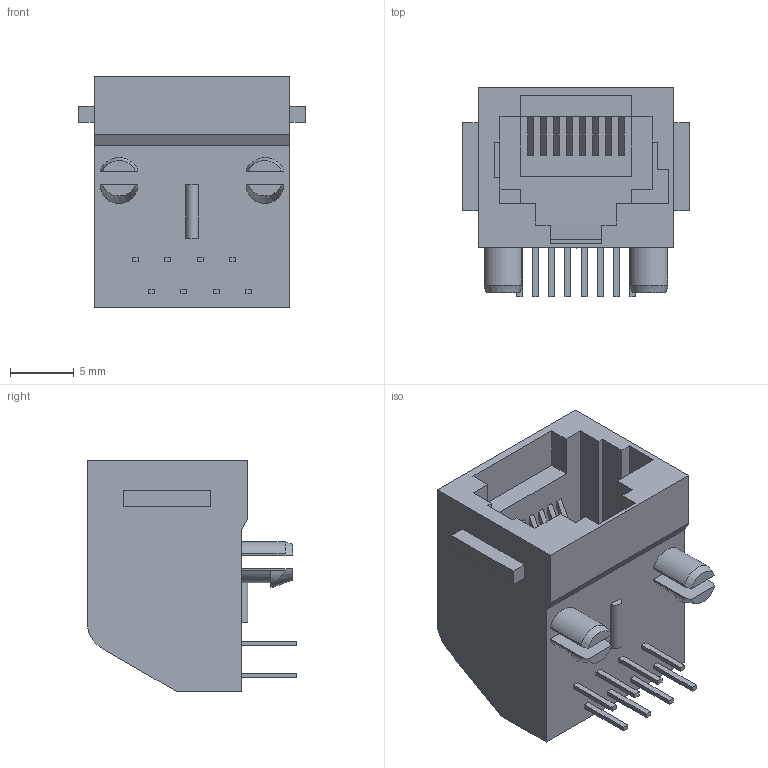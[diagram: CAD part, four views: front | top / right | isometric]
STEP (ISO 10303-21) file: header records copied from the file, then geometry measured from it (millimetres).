
FILE_DESCRIPTION((''),'2;1');
FILE_NAME('C-5555166-01-3','2007-09-04T',('workeradm'),('Tyco Electronics Corporation'),'PRO/ENGINEER BY PARAMETRIC TECHNOLOGY CORPORATION, 2005450','PRO/ENGINEER BY PARAMETRIC TECHNOLOGY CORPORATION, 2005450','');
FILE_SCHEMA(('CONFIG_CONTROL_DESIGN', 'GEOMETRIC_VALIDATION_PROPERTIES_MIM'));
Length unit declared in the file: millimetre
Products named in the file (1): C-5555166-01-3
Bounding box: 17.78 x 16.38 x 18.16 mm (x, y, z)
Volume: 2021 mm3; surface area: 2173 mm2
Topology: 1 solids, 1 shells, 159 faces, 423 edges, 282 vertices
Faces by surface type: plane 147, cylinder 8, cone 4
Entity records: 5060 total; most frequent: CARTESIAN_POINT 941, ORIENTED_EDGE 846, DIRECTION 745, EDGE_CURVE 423, VECTOR 383, LINE 383, VERTEX_POINT 282, EDGE_LOOP 191
